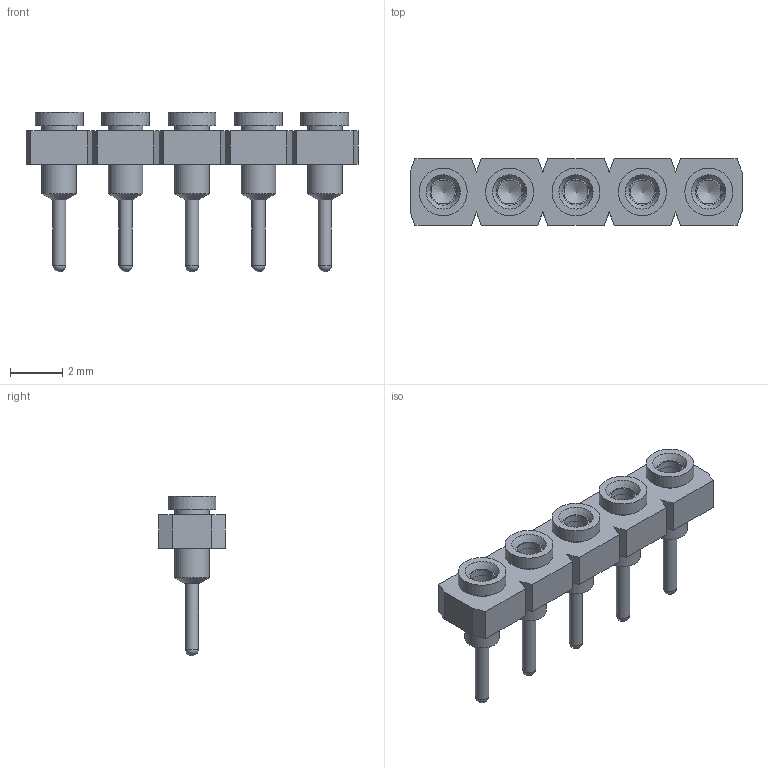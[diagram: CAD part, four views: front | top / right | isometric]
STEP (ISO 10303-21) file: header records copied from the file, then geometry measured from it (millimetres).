
FILE_DESCRIPTION(('FreeCAD Model'),'2;1');
FILE_NAME('Open CASCADE Shape Model','2025-01-11T13:10:09',(''),(''), 'Open CASCADE STEP processor 7.8','FreeCAD','Unknown');
FILE_SCHEMA(('AUTOMOTIVE_DESIGN { 1 0 10303 214 1 1 1 1 }'));
Length unit declared in the file: millimetre
Products named in the file (6): SL-105_socket; SC-4P1_pins010; SC-4P1_pins011; SC-4P1_pins012; SC-4P1_pins013; SC-4P1_pins014
Bounding box: 12.7 x 2.54 x 6.1 mm (x, y, z)
Volume: 48.1 mm3; surface area: 286.8 mm2
Topology: 6 solids, 6 shells, 119 faces, 261 edges, 169 vertices
Faces by surface type: plane 59, cylinder 35, cone 20, sphere 5
Full cylindrical faces by diameter (mm): 0.508 x5, 0.914 x5, 1.016 x5, 1.321 x15, 1.829 x5
Entity records: 3312 total; most frequent: CARTESIAN_POINT 620, DIRECTION 526, ORIENTED_EDGE 502, EDGE_CURVE 251, AXIS2_PLACEMENT_3D 215, VERTEX_POINT 169, FACE_BOUND 154, EDGE_LOOP 154
